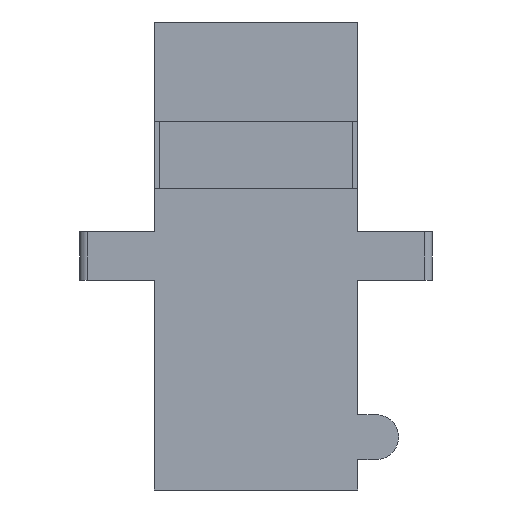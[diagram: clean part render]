
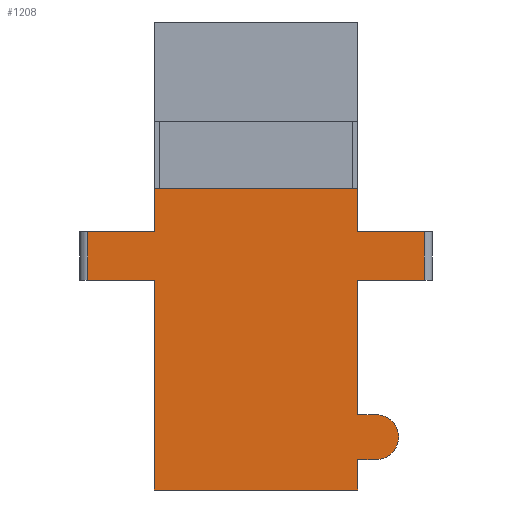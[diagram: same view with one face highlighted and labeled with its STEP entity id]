
A CAD part, front view. The second image highlights one B-rep face of the part: STEP entity #1208.
In plain terms, the highlighted planar face has unit normal (0, -1, 0).
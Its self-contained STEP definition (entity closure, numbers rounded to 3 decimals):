
#37 = CARTESIAN_POINT ( 'NONE',  ( 10.505, -4.65, 14.6 ) ) ;
#90 = DIRECTION ( 'NONE',  ( 1., 0., 0. ) ) ;
#158 = CARTESIAN_POINT ( 'NONE',  ( 7.5, -4.65, -9.9 ) ) ;
#167 = DIRECTION ( 'NONE',  ( 1., 0., 0. ) ) ;
#168 = VECTOR ( 'NONE', #4211, 1000. ) ;
#297 = CARTESIAN_POINT ( 'NONE',  ( 6.35, -4.65, -12.7 ) ) ;
#361 = CARTESIAN_POINT ( 'NONE',  ( -6.35, -4.65, 1.5 ) ) ;
#375 = EDGE_CURVE ( 'NONE', #3732, #1937, #1267, .T. ) ;
#376 = VECTOR ( 'NONE', #4852, 1000. ) ;
#379 = VERTEX_POINT ( 'NONE', #158 ) ;
#445 = PLANE ( 'NONE',  #3270 ) ;
#541 = EDGE_CURVE ( 'NONE', #2088, #4444, #3510, .T. ) ;
#553 = VECTOR ( 'NONE', #5079, 1000. ) ;
#622 = CARTESIAN_POINT ( 'NONE',  ( -6.35, -4.65, -14.6 ) ) ;
#707 = EDGE_CURVE ( 'NONE', #3349, #2614, #791, .T. ) ;
#791 = LINE ( 'NONE', #2701, #1637 ) ;
#842 = EDGE_CURVE ( 'NONE', #379, #2088, #4128, .T. ) ;
#903 = CARTESIAN_POINT ( 'NONE',  ( 6., -4.65, 4.2 ) ) ;
#977 = CARTESIAN_POINT ( 'NONE',  ( -10.505, -4.65, 1.5 ) ) ;
#978 = VERTEX_POINT ( 'NONE', #622 ) ;
#1041 = VERTEX_POINT ( 'NONE', #977 ) ;
#1061 = AXIS2_PLACEMENT_3D ( 'NONE', #2767, #5231, #2366 ) ;
#1086 = CARTESIAN_POINT ( 'NONE',  ( 6.35, -4.65, -1.5 ) ) ;
#1207 = EDGE_CURVE ( 'NONE', #2614, #379, #4776, .T. ) ;
#1208 = ADVANCED_FACE ( 'NONE', ( #4660 ), #445, .F. ) ;
#1213 = LINE ( 'NONE', #2840, #3053 ) ;
#1245 = ORIENTED_EDGE ( 'NONE', *, *, #4091, .T. ) ;
#1258 = DIRECTION ( 'NONE',  ( -1., 0., 0. ) ) ;
#1260 = CARTESIAN_POINT ( 'NONE',  ( 6.35, -4.65, 14.6 ) ) ;
#1267 = LINE ( 'NONE', #903, #168 ) ;
#1302 = ORIENTED_EDGE ( 'NONE', *, *, #541, .F. ) ;
#1318 = CARTESIAN_POINT ( 'NONE',  ( 6.35, -4.65, 1.5 ) ) ;
#1381 = LINE ( 'NONE', #2092, #5093 ) ;
#1452 = EDGE_CURVE ( 'NONE', #3183, #978, #2575, .T. ) ;
#1493 = ORIENTED_EDGE ( 'NONE', *, *, #2395, .T. ) ;
#1510 = VECTOR ( 'NONE', #1858, 1000. ) ;
#1637 = VECTOR ( 'NONE', #5309, 1000. ) ;
#1694 = VECTOR ( 'NONE', #4589, 1000. ) ;
#1726 = LINE ( 'NONE', #3177, #376 ) ;
#1816 = CARTESIAN_POINT ( 'NONE',  ( 7.5, -4.65, -12.7 ) ) ;
#1852 = DIRECTION ( 'NONE',  ( 0., 0., -1. ) ) ;
#1858 = DIRECTION ( 'NONE',  ( 0., 0., -1. ) ) ;
#1923 = ORIENTED_EDGE ( 'NONE', *, *, #1452, .T. ) ;
#1935 = EDGE_LOOP ( 'NONE', ( #2677, #1493, #4527, #1923, #3860, #2224, #1302, #3186, #3981, #4366, #1245, #3801, #4797, #4218, #2145, #3441 ) ) ;
#1937 = VERTEX_POINT ( 'NONE', #2212 ) ;
#1950 = EDGE_CURVE ( 'NONE', #2059, #4437, #3118, .T. ) ;
#1969 = VERTEX_POINT ( 'NONE', #2962 ) ;
#1989 = EDGE_CURVE ( 'NONE', #1937, #2059, #4484, .T. ) ;
#2028 = LINE ( 'NONE', #3958, #553 ) ;
#2059 = VERTEX_POINT ( 'NONE', #1318 ) ;
#2081 = EDGE_CURVE ( 'NONE', #3732, #5057, #4619, .T. ) ;
#2088 = VERTEX_POINT ( 'NONE', #1816 ) ;
#2092 = CARTESIAN_POINT ( 'NONE',  ( -11.005, -4.65, 1.5 ) ) ;
#2121 = VERTEX_POINT ( 'NONE', #5029 ) ;
#2145 = ORIENTED_EDGE ( 'NONE', *, *, #375, .F. ) ;
#2149 = CARTESIAN_POINT ( 'NONE',  ( -6.35, -4.65, -1.5 ) ) ;
#2187 = EDGE_CURVE ( 'NONE', #1041, #5057, #1381, .T. ) ;
#2194 = EDGE_CURVE ( 'NONE', #2121, #4437, #4915, .T. ) ;
#2212 = CARTESIAN_POINT ( 'NONE',  ( 6.35, -4.65, 4.2 ) ) ;
#2224 = ORIENTED_EDGE ( 'NONE', *, *, #3335, .F. ) ;
#2287 = DIRECTION ( 'NONE',  ( 1., 0., 0. ) ) ;
#2293 = VECTOR ( 'NONE', #1852, 1000. ) ;
#2338 = VECTOR ( 'NONE', #4331, 1000. ) ;
#2366 = DIRECTION ( 'NONE',  ( 0., 0., 1. ) ) ;
#2384 = CARTESIAN_POINT ( 'NONE',  ( -10.505, -4.65, -1.5 ) ) ;
#2395 = EDGE_CURVE ( 'NONE', #1041, #4581, #1726, .T. ) ;
#2545 = CARTESIAN_POINT ( 'NONE',  ( -6.35, -4.65, 14.6 ) ) ;
#2575 = LINE ( 'NONE', #5175, #1510 ) ;
#2614 = VERTEX_POINT ( 'NONE', #4840 ) ;
#2677 = ORIENTED_EDGE ( 'NONE', *, *, #2187, .F. ) ;
#2683 = EDGE_CURVE ( 'NONE', #1969, #978, #1213, .T. ) ;
#2701 = CARTESIAN_POINT ( 'NONE',  ( 6.35, -4.65, 14.6 ) ) ;
#2767 = CARTESIAN_POINT ( 'NONE',  ( 7.5, -4.65, -11.3 ) ) ;
#2840 = CARTESIAN_POINT ( 'NONE',  ( 6.35, -4.65, -14.6 ) ) ;
#2883 = DIRECTION ( 'NONE',  ( 0., 1., 0. ) ) ;
#2953 = CARTESIAN_POINT ( 'NONE',  ( -11.005, -4.65, -1.5 ) ) ;
#2962 = CARTESIAN_POINT ( 'NONE',  ( 6.35, -4.65, -14.6 ) ) ;
#2966 = CARTESIAN_POINT ( 'NONE',  ( -6.35, -4.65, 4.2 ) ) ;
#3040 = VECTOR ( 'NONE', #2287, 1000. ) ;
#3053 = VECTOR ( 'NONE', #1258, 1000. ) ;
#3118 = LINE ( 'NONE', #3804, #5065 ) ;
#3138 = CARTESIAN_POINT ( 'NONE',  ( 10.505, -4.65, 1.5 ) ) ;
#3177 = CARTESIAN_POINT ( 'NONE',  ( -10.505, -4.65, 14.6 ) ) ;
#3183 = VERTEX_POINT ( 'NONE', #2149 ) ;
#3186 = ORIENTED_EDGE ( 'NONE', *, *, #842, .F. ) ;
#3270 = AXIS2_PLACEMENT_3D ( 'NONE', #1260, #2883, #3331 ) ;
#3331 = DIRECTION ( 'NONE',  ( 0., 0., 1. ) ) ;
#3332 = DIRECTION ( 'NONE',  ( 1., 0., 0. ) ) ;
#3335 = EDGE_CURVE ( 'NONE', #4444, #1969, #2028, .T. ) ;
#3349 = VERTEX_POINT ( 'NONE', #1086 ) ;
#3357 = DIRECTION ( 'NONE',  ( 0., 0., -1. ) ) ;
#3441 = ORIENTED_EDGE ( 'NONE', *, *, #2081, .T. ) ;
#3449 = LINE ( 'NONE', #2953, #3944 ) ;
#3488 = CARTESIAN_POINT ( 'NONE',  ( 6.35, -4.65, -12.7 ) ) ;
#3510 = LINE ( 'NONE', #3488, #2338 ) ;
#3528 = VECTOR ( 'NONE', #3357, 1000. ) ;
#3577 = LINE ( 'NONE', #3838, #3040 ) ;
#3732 = VERTEX_POINT ( 'NONE', #2966 ) ;
#3801 = ORIENTED_EDGE ( 'NONE', *, *, #2194, .T. ) ;
#3804 = CARTESIAN_POINT ( 'NONE',  ( -11.005, -4.65, 1.5 ) ) ;
#3838 = CARTESIAN_POINT ( 'NONE',  ( -11.005, -4.65, -1.5 ) ) ;
#3860 = ORIENTED_EDGE ( 'NONE', *, *, #2683, .F. ) ;
#3939 = EDGE_CURVE ( 'NONE', #4581, #3183, #3577, .T. ) ;
#3944 = VECTOR ( 'NONE', #3332, 1000. ) ;
#3958 = CARTESIAN_POINT ( 'NONE',  ( 6.35, -4.65, 14.6 ) ) ;
#3981 = ORIENTED_EDGE ( 'NONE', *, *, #1207, .F. ) ;
#4091 = EDGE_CURVE ( 'NONE', #3349, #2121, #3449, .T. ) ;
#4128 = CIRCLE ( 'NONE', #1061, 1.4 ) ;
#4160 = CARTESIAN_POINT ( 'NONE',  ( 6.35, -4.65, -9.9 ) ) ;
#4200 = DIRECTION ( 'NONE',  ( 0., 0., 1. ) ) ;
#4211 = DIRECTION ( 'NONE',  ( 1., 0., 0. ) ) ;
#4218 = ORIENTED_EDGE ( 'NONE', *, *, #1989, .F. ) ;
#4331 = DIRECTION ( 'NONE',  ( -1., 0., 0. ) ) ;
#4366 = ORIENTED_EDGE ( 'NONE', *, *, #707, .F. ) ;
#4437 = VERTEX_POINT ( 'NONE', #3138 ) ;
#4444 = VERTEX_POINT ( 'NONE', #297 ) ;
#4484 = LINE ( 'NONE', #4722, #2293 ) ;
#4527 = ORIENTED_EDGE ( 'NONE', *, *, #3939, .T. ) ;
#4581 = VERTEX_POINT ( 'NONE', #2384 ) ;
#4589 = DIRECTION ( 'NONE',  ( 1., 0., 0. ) ) ;
#4619 = LINE ( 'NONE', #2545, #3528 ) ;
#4660 = FACE_OUTER_BOUND ( 'NONE', #1935, .T. ) ;
#4722 = CARTESIAN_POINT ( 'NONE',  ( 6.35, -4.65, 14.6 ) ) ;
#4776 = LINE ( 'NONE', #4160, #1694 ) ;
#4797 = ORIENTED_EDGE ( 'NONE', *, *, #1950, .F. ) ;
#4840 = CARTESIAN_POINT ( 'NONE',  ( 6.35, -4.65, -9.9 ) ) ;
#4852 = DIRECTION ( 'NONE',  ( 0., 0., -1. ) ) ;
#4915 = LINE ( 'NONE', #37, #5308 ) ;
#5029 = CARTESIAN_POINT ( 'NONE',  ( 10.505, -4.65, -1.5 ) ) ;
#5057 = VERTEX_POINT ( 'NONE', #361 ) ;
#5065 = VECTOR ( 'NONE', #167, 1000. ) ;
#5079 = DIRECTION ( 'NONE',  ( 0., 0., -1. ) ) ;
#5093 = VECTOR ( 'NONE', #90, 1000. ) ;
#5175 = CARTESIAN_POINT ( 'NONE',  ( -6.35, -4.65, 14.6 ) ) ;
#5231 = DIRECTION ( 'NONE',  ( 0., 1., 0. ) ) ;
#5308 = VECTOR ( 'NONE', #4200, 1000. ) ;
#5309 = DIRECTION ( 'NONE',  ( 0., 0., -1. ) ) ;
